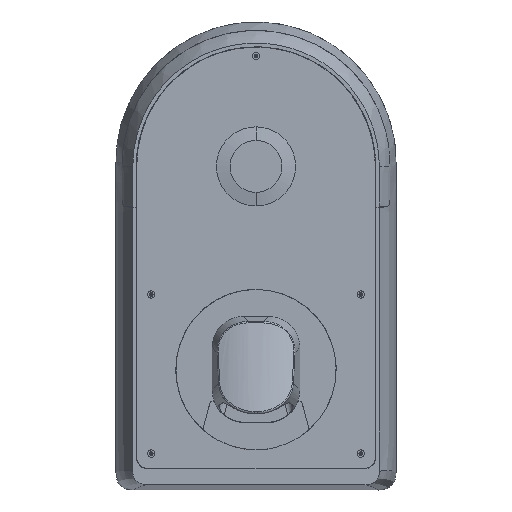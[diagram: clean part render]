
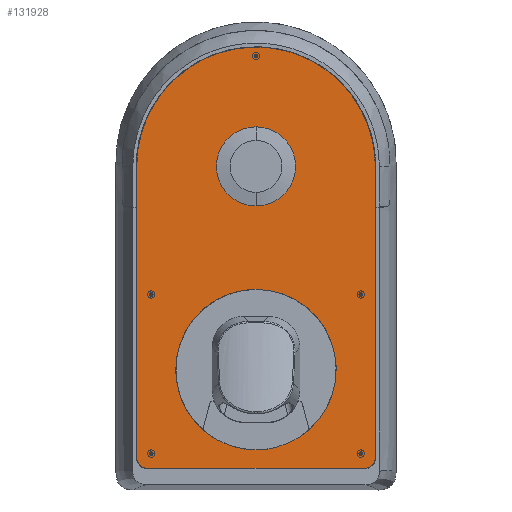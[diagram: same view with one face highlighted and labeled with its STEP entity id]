
A CAD part, top view. The second image highlights one B-rep face of the part: STEP entity #131928.
In plain terms, the highlighted planar face has unit normal (0, 0, 1).
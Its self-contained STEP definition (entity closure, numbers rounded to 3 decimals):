
#131844=CARTESIAN_POINT('',(-135.,230.,129.8));
#131845=CARTESIAN_POINT('',(-134.995,236.784,129.8));
#131846=CARTESIAN_POINT('',(-133.992,250.182,129.8));
#131847=CARTESIAN_POINT('',(-129.478,269.975,129.8));
#131848=CARTESIAN_POINT('',(-122.055,288.849,129.8));
#131849=CARTESIAN_POINT('',(-111.976,306.303,129.8));
#131850=CARTESIAN_POINT('',(-99.34,322.161,129.8));
#131851=CARTESIAN_POINT('',(-84.482,335.944,129.8));
#131852=CARTESIAN_POINT('',(-67.761,347.344,129.8));
#131853=CARTESIAN_POINT('',(-49.549,356.119,129.8));
#131854=CARTESIAN_POINT('',(-30.22,362.091,129.8));
#131855=CARTESIAN_POINT('',(-10.199,365.12,129.8));
#131856=CARTESIAN_POINT('',(10.052,365.131,129.8));
#131857=CARTESIAN_POINT('',(30.074,362.124,129.8));
#131858=CARTESIAN_POINT('',(49.414,356.172,129.8));
#131859=CARTESIAN_POINT('',(67.644,347.411,129.8));
#131860=CARTESIAN_POINT('',(84.365,336.035,129.8));
#131861=CARTESIAN_POINT('',(99.211,322.297,129.8));
#131862=CARTESIAN_POINT('',(111.862,306.471,129.8));
#131863=CARTESIAN_POINT('',(121.985,289.001,129.8));
#131864=CARTESIAN_POINT('',(129.449,270.079,129.8));
#131865=CARTESIAN_POINT('',(133.989,250.221,129.8));
#131866=CARTESIAN_POINT('',(134.996,236.796,129.8));
#131867=CARTESIAN_POINT('',(135.,230.,129.8));
#131869=DIRECTION('',(0.,-1.,0.));
#131870=VECTOR('',#131869,329.1);
#131871=CARTESIAN_POINT('',(135.,230.,129.8));
#131872=LINE('',#131871,#131870);
#131873=CARTESIAN_POINT('',(135.,-99.1,129.8));
#131874=CARTESIAN_POINT('',(134.989,-100.247,129.8));
#131875=CARTESIAN_POINT('',(134.699,-102.435,129.8));
#131876=CARTESIAN_POINT('',(133.42,-105.466,129.8));
#131877=CARTESIAN_POINT('',(131.433,-108.041,129.8));
#131878=CARTESIAN_POINT('',(128.856,-110.025,129.8));
#131879=CARTESIAN_POINT('',(125.828,-111.301,129.8));
#131880=CARTESIAN_POINT('',(123.644,-111.589,129.8));
#131881=CARTESIAN_POINT('',(122.5,-111.6,129.8));
#131883=DIRECTION('',(-1.,0.,0.));
#131884=VECTOR('',#131883,245.);
#131885=CARTESIAN_POINT('',(122.5,-111.6,129.8));
#131886=LINE('',#131885,#131884);
#131887=CARTESIAN_POINT('',(-122.5,-111.6,129.8));
#131888=CARTESIAN_POINT('',(-123.647,-111.589,129.8));
#131889=CARTESIAN_POINT('',(-125.835,-111.299,129.8));
#131890=CARTESIAN_POINT('',(-128.866,-110.02,129.8));
#131891=CARTESIAN_POINT('',(-131.441,-108.033,129.8));
#131892=CARTESIAN_POINT('',(-133.425,-105.456,129.8));
#131893=CARTESIAN_POINT('',(-134.701,-102.428,129.8));
#131894=CARTESIAN_POINT('',(-134.989,-100.244,129.8));
#131895=CARTESIAN_POINT('',(-135.,-99.1,129.8));
#131897=DIRECTION('',(0.,1.,0.));
#131898=VECTOR('',#131897,329.1);
#131899=CARTESIAN_POINT('',(-135.,-99.1,129.8));
#131900=LINE('',#131899,#131898);
#131901=VERTEX_POINT('',#131844);
#131902=VERTEX_POINT('',#131867);
#131903=CARTESIAN_POINT('',(135.,-99.1,129.8));
#131904=VERTEX_POINT('',#131903);
#131905=VERTEX_POINT('',#131881);
#131906=CARTESIAN_POINT('',(-122.5,-111.6,129.8));
#131907=VERTEX_POINT('',#131906);
#131908=VERTEX_POINT('',#131895);
#131909=CARTESIAN_POINT('',(0.,0.,129.8));
#131910=DIRECTION('',(0.,0.,1.));
#131911=DIRECTION('',(1.,0.,0.));
#131912=AXIS2_PLACEMENT_3D('',#131909,#131910,#131911);
#131913=PLANE('',#131912);
#131915=ORIENTED_EDGE('',*,*,#131914,.T.);
#131917=ORIENTED_EDGE('',*,*,#131916,.T.);
#131919=ORIENTED_EDGE('',*,*,#131918,.T.);
#131921=ORIENTED_EDGE('',*,*,#131920,.T.);
#131923=ORIENTED_EDGE('',*,*,#131922,.T.);
#131925=ORIENTED_EDGE('',*,*,#131924,.T.);
#131926=EDGE_LOOP('',(#131915,#131917,#131919,#131921,#131923,#131925));
#131927=FACE_OUTER_BOUND('',#131926,.F.);
#131928=ADVANCED_FACE('',(#131927),#131913,.T.);
#131868=B_SPLINE_CURVE_WITH_KNOTS('',3,(#131844,#131845,#131846,#131847,#131848,
#131849,#131850,#131851,#131852,#131853,#131854,#131855,#131856,#131857,#131858,
#131859,#131860,#131861,#131862,#131863,#131864,#131865,#131866,#131867),
.UNSPECIFIED.,.F.,.F.,(4,1,1,1,1,1,1,1,1,1,1,1,1,1,1,1,1,1,1,1,1,4),(0.,
0.048,0.095,0.143,0.19,
0.238,0.286,0.333,0.381,
0.429,0.476,0.524,0.571,
0.619,0.667,0.714,0.762,
0.81,0.857,0.905,0.952,1.),
.UNSPECIFIED.);
#131882=B_SPLINE_CURVE_WITH_KNOTS('',3,(#131873,#131874,#131875,#131876,#131877,
#131878,#131879,#131880,#131881),.UNSPECIFIED.,.F.,.F.,(4,1,1,1,1,1,4),(0.,
0.167,0.333,0.5,0.667,0.833,
1.),.UNSPECIFIED.);
#131896=B_SPLINE_CURVE_WITH_KNOTS('',3,(#131887,#131888,#131889,#131890,#131891,
#131892,#131893,#131894,#131895),.UNSPECIFIED.,.F.,.F.,(4,1,1,1,1,1,4),(0.,
0.167,0.333,0.5,0.667,0.833,
1.),.UNSPECIFIED.);
#131914=EDGE_CURVE('',#131901,#131902,#131868,.T.);
#131916=EDGE_CURVE('',#131902,#131904,#131872,.T.);
#131918=EDGE_CURVE('',#131904,#131905,#131882,.T.);
#131920=EDGE_CURVE('',#131905,#131907,#131886,.T.);
#131922=EDGE_CURVE('',#131907,#131908,#131896,.T.);
#131924=EDGE_CURVE('',#131908,#131901,#131900,.T.);
